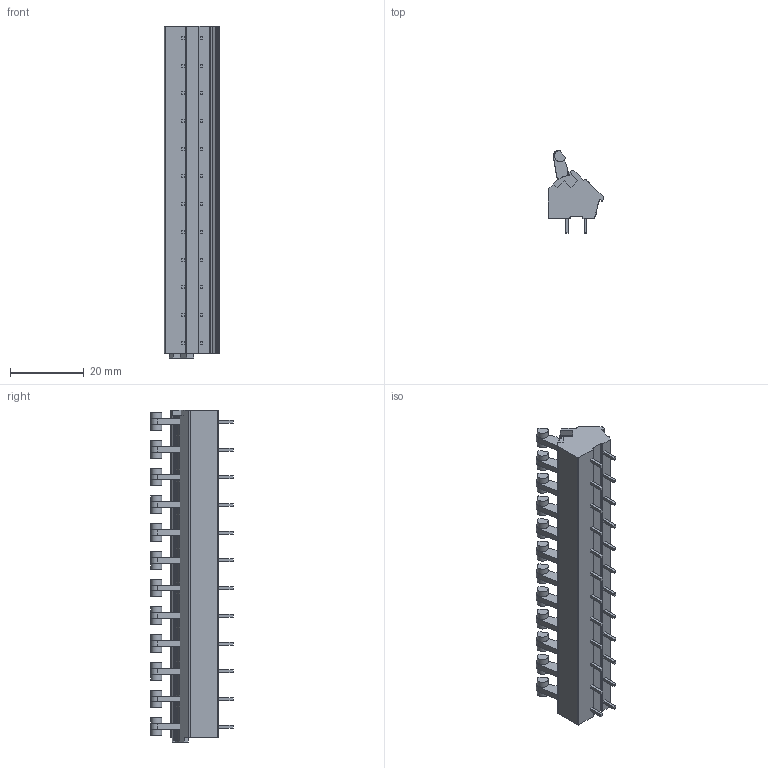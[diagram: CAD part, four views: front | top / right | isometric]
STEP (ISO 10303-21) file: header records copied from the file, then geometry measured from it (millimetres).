
FILE_DESCRIPTION((''),'2;1');
FILE_NAME('123','2024-10-15T10:32:18',('tluser'),(''),'CREO PARAMETRIC BY PTC INC, 2018100','CREO PARAMETRIC BY PTC INC, 2018100','');
FILE_SCHEMA(('CONFIG_CONTROL_DESIGN'));
Length unit declared in the file: millimetre
Products named in the file (1): 123
Bounding box: 15 x 22.27 x 89.8 mm (x, y, z)
Volume: 12201.4 mm3; surface area: 6693.6 mm2
Topology: 1 solids, 1 shells, 924 faces, 2310 edges, 1424 vertices
Faces by surface type: plane 417, cylinder 387, bspline 60, sphere 24, torus 24, cone 12
Entity records: 36377 total; most frequent: CARTESIAN_POINT 14549, ORIENTED_EDGE 4620, DIRECTION 4452, EDGE_CURVE 2310, AXIS2_PLACEMENT_3D 1494, VECTOR 1464, LINE 1464, VERTEX_POINT 1424
